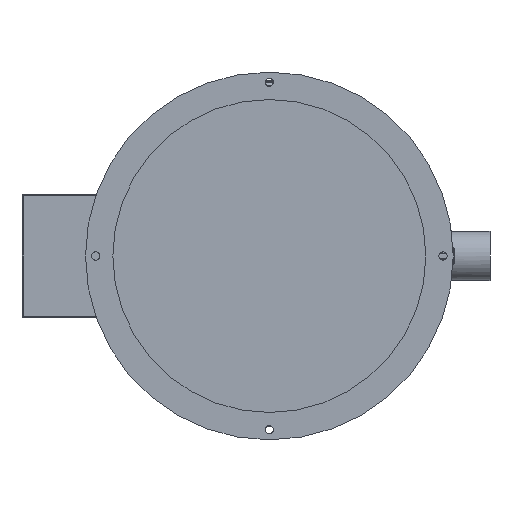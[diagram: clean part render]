
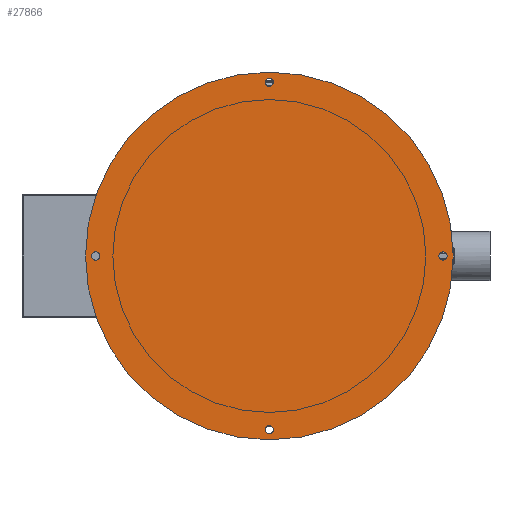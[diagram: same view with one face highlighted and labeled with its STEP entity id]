
A CAD part, front view. The second image highlights one B-rep face of the part: STEP entity #27866.
In plain terms, the highlighted planar face has unit normal (0, -1, 0).
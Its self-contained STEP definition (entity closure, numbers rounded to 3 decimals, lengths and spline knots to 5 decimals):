
#2082=FACE_BOUND('',#6563,.T.);
#2083=FACE_BOUND('',#6564,.T.);
#2084=FACE_BOUND('',#6565,.T.);
#2085=FACE_BOUND('',#6566,.T.);
#3856=FACE_OUTER_BOUND('',#6562,.T.);
#6562=EDGE_LOOP('',(#23888,#23889));
#6563=EDGE_LOOP('',(#23890,#23891));
#6564=EDGE_LOOP('',(#23892,#23893));
#6565=EDGE_LOOP('',(#23894,#23895));
#6566=EDGE_LOOP('',(#23896,#23897));
#8617=CIRCLE('',#31657,0.005);
#8618=CIRCLE('',#31658,0.005);
#8620=CIRCLE('',#31661,0.005);
#8621=CIRCLE('',#31662,0.005);
#8623=CIRCLE('',#31665,0.005);
#8624=CIRCLE('',#31666,0.005);
#8626=CIRCLE('',#31669,0.005);
#8627=CIRCLE('',#31670,0.005);
#8632=CIRCLE('',#31678,0.225);
#8633=CIRCLE('',#31679,0.225);
#13657=VERTEX_POINT('',#51221);
#13658=VERTEX_POINT('',#51223);
#13660=VERTEX_POINT('',#51229);
#13661=VERTEX_POINT('',#51231);
#13663=VERTEX_POINT('',#51237);
#13664=VERTEX_POINT('',#51239);
#13666=VERTEX_POINT('',#51245);
#13667=VERTEX_POINT('',#51247);
#13672=VERTEX_POINT('',#51261);
#13673=VERTEX_POINT('',#51262);
#17143=EDGE_CURVE('',#13658,#13657,#8617,.T.);
#17144=EDGE_CURVE('',#13657,#13658,#8618,.T.);
#17147=EDGE_CURVE('',#13661,#13660,#8620,.T.);
#17148=EDGE_CURVE('',#13660,#13661,#8621,.T.);
#17151=EDGE_CURVE('',#13664,#13663,#8623,.T.);
#17152=EDGE_CURVE('',#13663,#13664,#8624,.T.);
#17155=EDGE_CURVE('',#13667,#13666,#8626,.T.);
#17156=EDGE_CURVE('',#13666,#13667,#8627,.T.);
#17161=EDGE_CURVE('',#13672,#13673,#8632,.T.);
#17162=EDGE_CURVE('',#13673,#13672,#8633,.T.);
#23888=ORIENTED_EDGE('',*,*,#17161,.T.);
#23889=ORIENTED_EDGE('',*,*,#17162,.T.);
#23890=ORIENTED_EDGE('',*,*,#17143,.T.);
#23891=ORIENTED_EDGE('',*,*,#17144,.T.);
#23892=ORIENTED_EDGE('',*,*,#17147,.T.);
#23893=ORIENTED_EDGE('',*,*,#17148,.T.);
#23894=ORIENTED_EDGE('',*,*,#17151,.T.);
#23895=ORIENTED_EDGE('',*,*,#17152,.T.);
#23896=ORIENTED_EDGE('',*,*,#17155,.T.);
#23897=ORIENTED_EDGE('',*,*,#17156,.T.);
#26039=PLANE('',#31680);
#27866=ADVANCED_FACE('',(#3856,#2082,#2083,#2084,#2085),#26039,.T.);
#31657=AXIS2_PLACEMENT_3D('',#51224,#40340,#40341);
#31658=AXIS2_PLACEMENT_3D('',#51225,#40342,#40343);
#31661=AXIS2_PLACEMENT_3D('',#51232,#40349,#40350);
#31662=AXIS2_PLACEMENT_3D('',#51233,#40351,#40352);
#31665=AXIS2_PLACEMENT_3D('',#51240,#40358,#40359);
#31666=AXIS2_PLACEMENT_3D('',#51241,#40360,#40361);
#31669=AXIS2_PLACEMENT_3D('',#51248,#40367,#40368);
#31670=AXIS2_PLACEMENT_3D('',#51249,#40369,#40370);
#31678=AXIS2_PLACEMENT_3D('',#51263,#40385,#40386);
#31679=AXIS2_PLACEMENT_3D('',#51264,#40387,#40388);
#31680=AXIS2_PLACEMENT_3D('',#51266,#40390,#40391);
#40340=DIRECTION('center_axis',(0.,1.,0.));
#40341=DIRECTION('ref_axis',(0.,0.,
-1.));
#40342=DIRECTION('center_axis',(0.,1.,0.));
#40343=DIRECTION('ref_axis',(0.,0.,
-1.));
#40349=DIRECTION('center_axis',(0.,1.,0.));
#40350=DIRECTION('ref_axis',(1.,0.,0.));
#40351=DIRECTION('center_axis',(0.,1.,0.));
#40352=DIRECTION('ref_axis',(1.,0.,0.));
#40358=DIRECTION('center_axis',(0.,1.,0.));
#40359=DIRECTION('ref_axis',(0.,0.,
1.));
#40360=DIRECTION('center_axis',(0.,1.,0.));
#40361=DIRECTION('ref_axis',(0.,0.,
1.));
#40367=DIRECTION('center_axis',(0.,1.,0.));
#40368=DIRECTION('ref_axis',(-1.,0.,0.));
#40369=DIRECTION('center_axis',(0.,1.,0.));
#40370=DIRECTION('ref_axis',(-1.,0.,0.));
#40385=DIRECTION('center_axis',(0.,-1.,0.));
#40386=DIRECTION('ref_axis',(-1.,0.,0.));
#40387=DIRECTION('center_axis',(0.,-1.,0.));
#40388=DIRECTION('ref_axis',(-1.,0.,0.));
#40390=DIRECTION('center_axis',(0.,-1.,0.));
#40391=DIRECTION('ref_axis',(0.,0.,
1.));
#51221=CARTESIAN_POINT('',(0.2125,0.,0.005));
#51223=CARTESIAN_POINT('',(0.2125,0.,-0.005));
#51224=CARTESIAN_POINT('Origin',(0.2125,0.,
0.));
#51225=CARTESIAN_POINT('Origin',(0.2125,0.,
0.));
#51229=CARTESIAN_POINT('',(-0.005,0.,0.2125));
#51231=CARTESIAN_POINT('',(0.005,0.,0.2125));
#51232=CARTESIAN_POINT('Origin',(0.,0.,
0.2125));
#51233=CARTESIAN_POINT('Origin',(0.,0.,
0.2125));
#51237=CARTESIAN_POINT('',(-0.2125,0.,-0.005));
#51239=CARTESIAN_POINT('',(-0.2125,0.,0.005));
#51240=CARTESIAN_POINT('Origin',(-0.2125,0.,
0.));
#51241=CARTESIAN_POINT('Origin',(-0.2125,0.,
0.));
#51245=CARTESIAN_POINT('',(0.005,0.,-0.2125));
#51247=CARTESIAN_POINT('',(-0.005,0.,-0.2125));
#51248=CARTESIAN_POINT('Origin',(0.,0.,
-0.2125));
#51249=CARTESIAN_POINT('Origin',(0.,0.,
-0.2125));
#51261=CARTESIAN_POINT('',(-0.225,0.,0.));
#51262=CARTESIAN_POINT('',(0.225,0.,0.));
#51263=CARTESIAN_POINT('Origin',(0.,0.,
0.));
#51264=CARTESIAN_POINT('Origin',(0.,0.,
0.));
#51266=CARTESIAN_POINT('Origin',(-0.2075,0.,
0.));
